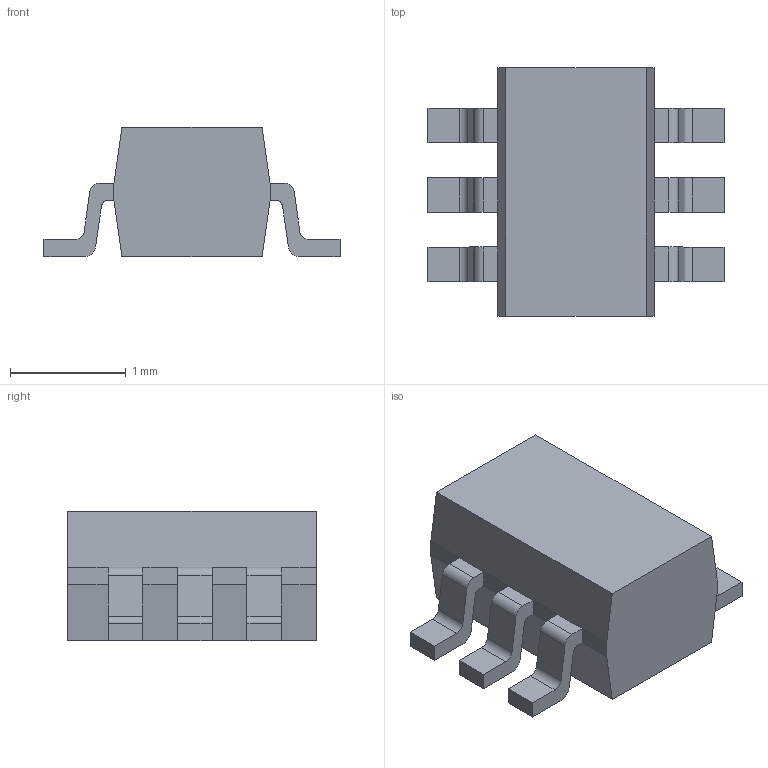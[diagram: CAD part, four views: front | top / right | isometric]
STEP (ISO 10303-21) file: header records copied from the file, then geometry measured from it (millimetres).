
FILE_DESCRIPTION( ( '' ), ' ' );
FILE_NAME( '5b228b5a469d060dae039b67.step', '2018-06-14T15:35:54', ( '' ), ( '' ), ' ', ' ', ' ' );
FILE_SCHEMA( ( 'AUTOMOTIVE_DESIGN { 1 0 10303 214 1 1 1 1 }' ) );
Length unit declared in the file: metre
Products named in the file (1): Open CASCADE STEP translator 6.8 4
Bounding box: 2.56 x 2.15 x 1.12 mm (x, y, z)
Volume: 3.4 mm3; surface area: 18.1 mm2
Topology: 1 solids, 1 shells, 94 faces, 252 edges, 160 vertices
Faces by surface type: plane 70, cylinder 24
Entity records: 4920 total; most frequent: CARTESIAN_POINT 507, ORIENTED_EDGE 504, DIRECTION 490, STYLED_ITEM 346, PRESENTATION_STYLE_ASSIGNMENT 346, COLOUR_RGB 346, EDGE_CURVE 252, CURVE_STYLE 252
